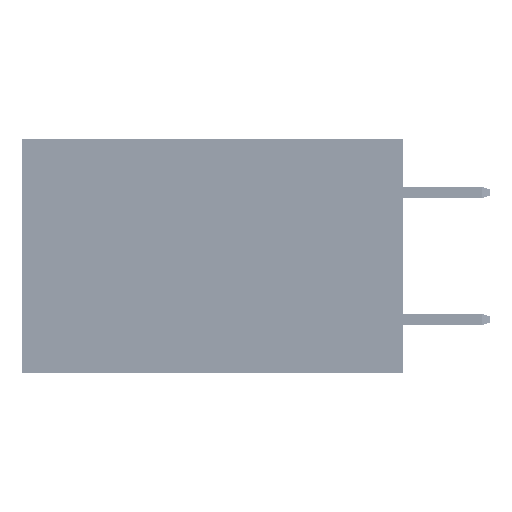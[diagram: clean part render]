
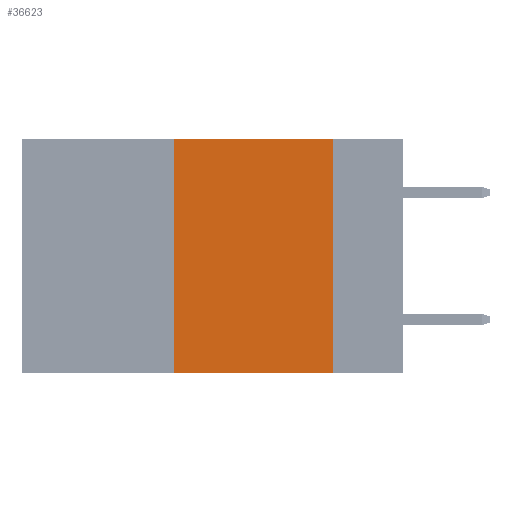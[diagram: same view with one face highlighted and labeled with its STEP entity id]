
A CAD part, left-side view. The second image highlights one B-rep face of the part: STEP entity #36623.
In plain terms, the highlighted planar face has unit normal (-1, 0, 0).
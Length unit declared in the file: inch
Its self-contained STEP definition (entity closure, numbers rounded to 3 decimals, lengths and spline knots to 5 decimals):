
#7 = EDGE_CURVE ( 'NONE', #5665, #15450, #17023, .T. ) ;
#84 = PLANE ( 'NONE',  #38489 ) ;
#2663 = EDGE_CURVE ( 'NONE', #5665, #10792, #24442, .T. ) ;
#3287 = EDGE_CURVE ( 'NONE', #11726, #10792, #43588, .T. ) ;
#5665 = VERTEX_POINT ( 'NONE', #40739 ) ;
#7717 = ORIENTED_EDGE ( 'NONE', *, *, #3287, .F. ) ;
#10792 = VERTEX_POINT ( 'NONE', #39500 ) ;
#11433 = CARTESIAN_POINT ( 'NONE',  ( 0., 0.6, 0. ) ) ;
#11726 = VERTEX_POINT ( 'NONE', #43404 ) ;
#13578 = DIRECTION ( 'NONE',  ( 0., -1., 0. ) ) ;
#15450 = VERTEX_POINT ( 'NONE', #28988 ) ;
#15789 = VECTOR ( 'NONE', #17742, 39.37008 ) ;
#16727 = DIRECTION ( 'NONE',  ( 0., 0., -1. ) ) ;
#17023 = LINE ( 'NONE', #28123, #15789 ) ;
#17679 = DIRECTION ( 'NONE',  ( 0., -1., 0. ) ) ;
#17742 = DIRECTION ( 'NONE',  ( 0., 0., 1. ) ) ;
#22656 = EDGE_CURVE ( 'NONE', #15450, #11726, #29025, .T. ) ;
#24442 = LINE ( 'NONE', #44143, #43224 ) ;
#24946 = ORIENTED_EDGE ( 'NONE', *, *, #22656, .F. ) ;
#26470 = DIRECTION ( 'NONE',  ( 1., 0., 0. ) ) ;
#28123 = CARTESIAN_POINT ( 'NONE',  ( 0., 0.36, 0. ) ) ;
#28988 = CARTESIAN_POINT ( 'NONE',  ( 0., 0.36, 0. ) ) ;
#29025 = LINE ( 'NONE', #44301, #34285 ) ;
#30641 = FACE_OUTER_BOUND ( 'NONE', #40873, .T. ) ;
#32799 = ORIENTED_EDGE ( 'NONE', *, *, #2663, .T. ) ;
#34285 = VECTOR ( 'NONE', #17679, 39.37008 ) ;
#34336 = DIRECTION ( 'NONE',  ( 0., 0., -1. ) ) ;
#36623 = ADVANCED_FACE ( 'NONE', ( #30641 ), #84, .F. ) ;
#38489 = AXIS2_PLACEMENT_3D ( 'NONE', #11433, #26470, #34336 ) ;
#39500 = CARTESIAN_POINT ( 'NONE',  ( 0., 0.11, -0.37 ) ) ;
#39504 = ORIENTED_EDGE ( 'NONE', *, *, #7, .F. ) ;
#39884 = CARTESIAN_POINT ( 'NONE',  ( 0., 0.11, 0. ) ) ;
#40739 = CARTESIAN_POINT ( 'NONE',  ( 0., 0.36, -0.37 ) ) ;
#40873 = EDGE_LOOP ( 'NONE', ( #7717, #24946, #39504, #32799 ) ) ;
#43224 = VECTOR ( 'NONE', #13578, 39.37008 ) ;
#43404 = CARTESIAN_POINT ( 'NONE',  ( 0., 0.11, 0. ) ) ;
#43588 = LINE ( 'NONE', #39884, #48421 ) ;
#44143 = CARTESIAN_POINT ( 'NONE',  ( 0., 0.6, -0.37 ) ) ;
#44301 = CARTESIAN_POINT ( 'NONE',  ( 0., 0.6, 0. ) ) ;
#48421 = VECTOR ( 'NONE', #16727, 39.37008 ) ;
